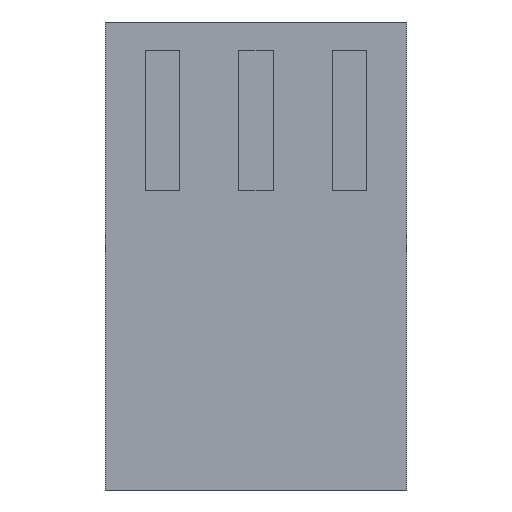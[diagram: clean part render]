
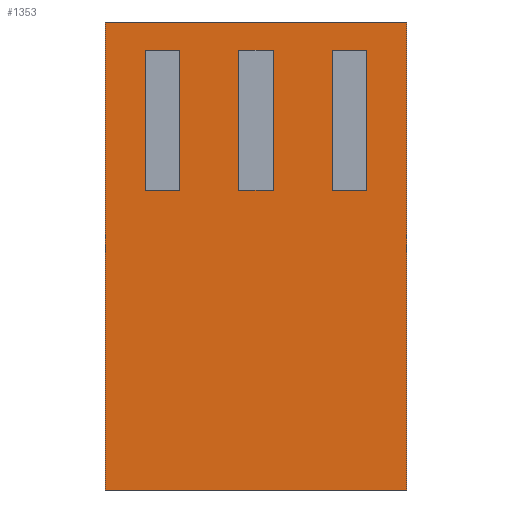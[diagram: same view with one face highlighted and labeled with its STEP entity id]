
A CAD part, front view. The second image highlights one B-rep face of the part: STEP entity #1353.
In plain terms, the highlighted planar face has unit normal (0, -1, 0).
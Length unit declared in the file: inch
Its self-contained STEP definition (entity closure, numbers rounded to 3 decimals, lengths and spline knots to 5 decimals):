
#57=DIRECTION('',(-1.,0.,0.));
#58=VECTOR('',#57,0.322);
#59=CARTESIAN_POINT('',(0.161,0.,0.));
#60=LINE('',#59,#58);
#177=DIRECTION('',(-1.,0.,0.));
#178=VECTOR('',#177,0.322);
#179=CARTESIAN_POINT('',(0.161,0.,-0.5));
#180=LINE('',#179,#178);
#289=DIRECTION('',(0.,0.,-1.));
#290=VECTOR('',#289,0.5);
#291=CARTESIAN_POINT('',(0.161,0.,0.));
#292=LINE('',#291,#290);
#293=DIRECTION('',(0.,0.,-1.));
#294=VECTOR('',#293,0.15);
#295=CARTESIAN_POINT('',(-0.1185,0.,-0.03));
#296=LINE('',#295,#294);
#297=DIRECTION('',(1.,0.,0.));
#298=VECTOR('',#297,0.037);
#299=CARTESIAN_POINT('',(-0.1185,0.,-0.18));
#300=LINE('',#299,#298);
#301=DIRECTION('',(0.,0.,1.));
#302=VECTOR('',#301,0.15);
#303=CARTESIAN_POINT('',(-0.0815,0.,-0.18));
#304=LINE('',#303,#302);
#305=DIRECTION('',(-1.,0.,0.));
#306=VECTOR('',#305,0.037);
#307=CARTESIAN_POINT('',(-0.0815,0.,-0.03));
#308=LINE('',#307,#306);
#309=DIRECTION('',(0.,0.,-1.));
#310=VECTOR('',#309,0.15);
#311=CARTESIAN_POINT('',(-0.0185,0.,-0.03));
#312=LINE('',#311,#310);
#313=DIRECTION('',(1.,0.,0.));
#314=VECTOR('',#313,0.037);
#315=CARTESIAN_POINT('',(-0.0185,0.,-0.18));
#316=LINE('',#315,#314);
#317=DIRECTION('',(0.,0.,1.));
#318=VECTOR('',#317,0.15);
#319=CARTESIAN_POINT('',(0.0185,0.,-0.18));
#320=LINE('',#319,#318);
#321=DIRECTION('',(-1.,0.,0.));
#322=VECTOR('',#321,0.037);
#323=CARTESIAN_POINT('',(0.0185,0.,-0.03));
#324=LINE('',#323,#322);
#325=DIRECTION('',(0.,0.,-1.));
#326=VECTOR('',#325,0.15);
#327=CARTESIAN_POINT('',(0.0815,0.,-0.03));
#328=LINE('',#327,#326);
#329=DIRECTION('',(1.,0.,0.));
#330=VECTOR('',#329,0.037);
#331=CARTESIAN_POINT('',(0.0815,0.,-0.18));
#332=LINE('',#331,#330);
#333=DIRECTION('',(0.,0.,1.));
#334=VECTOR('',#333,0.15);
#335=CARTESIAN_POINT('',(0.1185,0.,-0.18));
#336=LINE('',#335,#334);
#337=DIRECTION('',(-1.,0.,0.));
#338=VECTOR('',#337,0.037);
#339=CARTESIAN_POINT('',(0.1185,0.,-0.03));
#340=LINE('',#339,#338);
#381=DIRECTION('',(0.,0.,-1.));
#382=VECTOR('',#381,0.5);
#383=CARTESIAN_POINT('',(-0.161,0.,0.));
#384=LINE('',#383,#382);
#761=CARTESIAN_POINT('',(0.161,0.,0.));
#762=CARTESIAN_POINT('',(-0.161,0.,0.));
#763=VERTEX_POINT('',#761);
#764=VERTEX_POINT('',#762);
#769=CARTESIAN_POINT('',(0.161,0.,-0.5));
#770=CARTESIAN_POINT('',(-0.161,0.,-0.5));
#771=VERTEX_POINT('',#769);
#772=VERTEX_POINT('',#770);
#849=CARTESIAN_POINT('',(-0.1185,0.,-0.03));
#850=CARTESIAN_POINT('',(-0.1185,0.,-0.18));
#851=VERTEX_POINT('',#849);
#852=VERTEX_POINT('',#850);
#853=CARTESIAN_POINT('',(-0.0815,0.,-0.18));
#854=VERTEX_POINT('',#853);
#855=CARTESIAN_POINT('',(-0.0815,0.,-0.03));
#856=VERTEX_POINT('',#855);
#981=CARTESIAN_POINT('',(-0.0185,0.,-0.03));
#982=CARTESIAN_POINT('',(-0.0185,0.,-0.18));
#983=VERTEX_POINT('',#981);
#984=VERTEX_POINT('',#982);
#985=CARTESIAN_POINT('',(0.0185,0.,-0.18));
#986=VERTEX_POINT('',#985);
#987=CARTESIAN_POINT('',(0.0185,0.,-0.03));
#988=VERTEX_POINT('',#987);
#997=CARTESIAN_POINT('',(0.0815,0.,-0.03));
#998=CARTESIAN_POINT('',(0.0815,0.,-0.18));
#999=VERTEX_POINT('',#997);
#1000=VERTEX_POINT('',#998);
#1001=CARTESIAN_POINT('',(0.1185,0.,-0.18));
#1002=VERTEX_POINT('',#1001);
#1003=CARTESIAN_POINT('',(0.1185,0.,-0.03));
#1004=VERTEX_POINT('',#1003);
#1310=CARTESIAN_POINT('',(0.161,0.,0.));
#1311=DIRECTION('',(0.,-1.,0.));
#1312=DIRECTION('',(-1.,0.,0.));
#1313=AXIS2_PLACEMENT_3D('',#1310,#1311,#1312);
#1314=PLANE('',#1313);
#1315=ORIENTED_EDGE('',*,*,#1014,.F.);
#1317=ORIENTED_EDGE('',*,*,#1316,.T.);
#1318=ORIENTED_EDGE('',*,*,#1250,.T.);
#1320=ORIENTED_EDGE('',*,*,#1319,.F.);
#1321=EDGE_LOOP('',(#1315,#1317,#1318,#1320));
#1322=FACE_OUTER_BOUND('',#1321,.F.);
#1324=ORIENTED_EDGE('',*,*,#1323,.T.);
#1326=ORIENTED_EDGE('',*,*,#1325,.T.);
#1328=ORIENTED_EDGE('',*,*,#1327,.T.);
#1330=ORIENTED_EDGE('',*,*,#1329,.T.);
#1331=EDGE_LOOP('',(#1324,#1326,#1328,#1330));
#1332=FACE_BOUND('',#1331,.F.);
#1334=ORIENTED_EDGE('',*,*,#1333,.T.);
#1336=ORIENTED_EDGE('',*,*,#1335,.T.);
#1338=ORIENTED_EDGE('',*,*,#1337,.T.);
#1340=ORIENTED_EDGE('',*,*,#1339,.T.);
#1341=EDGE_LOOP('',(#1334,#1336,#1338,#1340));
#1342=FACE_BOUND('',#1341,.F.);
#1344=ORIENTED_EDGE('',*,*,#1343,.T.);
#1346=ORIENTED_EDGE('',*,*,#1345,.T.);
#1348=ORIENTED_EDGE('',*,*,#1347,.T.);
#1350=ORIENTED_EDGE('',*,*,#1349,.T.);
#1351=EDGE_LOOP('',(#1344,#1346,#1348,#1350));
#1352=FACE_BOUND('',#1351,.F.);
#1353=ADVANCED_FACE('',(#1322,#1332,#1342,#1352),#1314,.T.);
#1014=EDGE_CURVE('',#763,#764,#60,.T.);
#1250=EDGE_CURVE('',#771,#772,#180,.T.);
#1316=EDGE_CURVE('',#763,#771,#292,.T.);
#1319=EDGE_CURVE('',#764,#772,#384,.T.);
#1323=EDGE_CURVE('',#851,#852,#296,.T.);
#1325=EDGE_CURVE('',#852,#854,#300,.T.);
#1327=EDGE_CURVE('',#854,#856,#304,.T.);
#1329=EDGE_CURVE('',#856,#851,#308,.T.);
#1333=EDGE_CURVE('',#983,#984,#312,.T.);
#1335=EDGE_CURVE('',#984,#986,#316,.T.);
#1337=EDGE_CURVE('',#986,#988,#320,.T.);
#1339=EDGE_CURVE('',#988,#983,#324,.T.);
#1343=EDGE_CURVE('',#999,#1000,#328,.T.);
#1345=EDGE_CURVE('',#1000,#1002,#332,.T.);
#1347=EDGE_CURVE('',#1002,#1004,#336,.T.);
#1349=EDGE_CURVE('',#1004,#999,#340,.T.);
